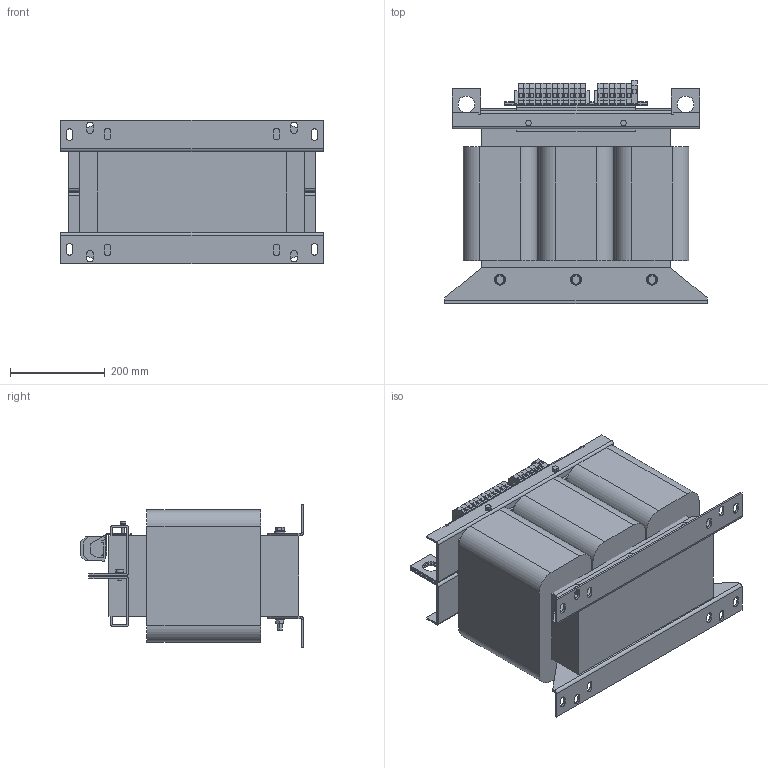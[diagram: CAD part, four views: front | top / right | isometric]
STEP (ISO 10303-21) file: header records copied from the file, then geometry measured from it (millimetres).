
FILE_DESCRIPTION (( 'STEP AP214' ), '1' );
FILE_NAME ('228807.STEP', '2020-07-10T05:37:59', ( '' ), ( '' ), 'SwSTEP 2.0', 'SolidWorks 2018', '' );
FILE_SCHEMA (( 'AUTOMOTIVE_DESIGN' ));
Length unit declared in the file: millimetre
Products named in the file (1): 228807
Bounding box: 552 x 469.8 x 302 mm (x, y, z)
Volume: 43280341.3 mm3; surface area: 1578327.9 mm2
Topology: 1 solids, 1 shells, 1083 faces, 2569 edges, 1591 vertices
Faces by surface type: plane 849, cylinder 234
Entity records: 30662 total; most frequent: CARTESIAN_POINT 5247, DIRECTION 5212, ORIENTED_EDGE 5138, EDGE_CURVE 2569, LINE 2092, VECTOR 2092, VERTEX_POINT 1591, AXIS2_PLACEMENT_3D 1560
